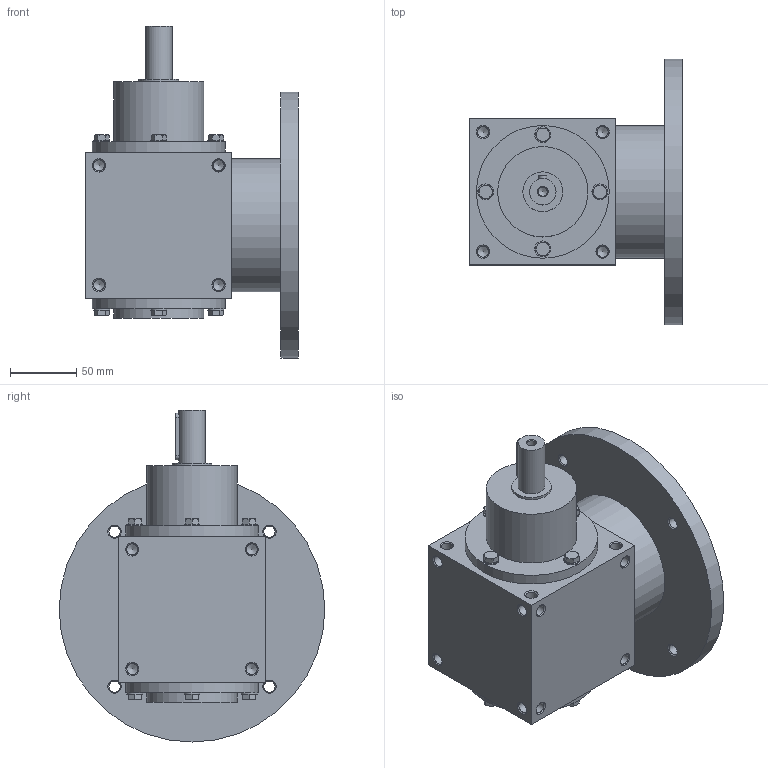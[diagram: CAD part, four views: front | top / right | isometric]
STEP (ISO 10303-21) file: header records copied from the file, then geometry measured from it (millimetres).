
FILE_DESCRIPTION( ( 'STEP AP214' ), '1' );
FILE_NAME( 'MRX110_MS32_R.1_1.5_80_B5.stp', '2018-08-15T13:02:26', ( '' ), ( '' ), ' ', 'PARTsolutions', ' ' );
FILE_SCHEMA( ( 'AUTOMOTIVE_DESIGN { 1 0 10303 214 1 1 1 1 }' ) );
Length unit declared in the file: millimetre
Products named in the file (5): MRX110_MS32_R.1/1.5_80/B5; _MRX110320-case; _MRX110_5-flange; _RC_RR110-screw; _RC110-shaft
Assembly tree (11 placements, depth 2):
  MRX110_MS32_R.1/1.5_80/B5
    _MRX110320-case
    _MRX110_5-flange
    _RC_RR110-screw  x8
    _RC110-shaft
Bounding box: 160 x 200 x 250 mm (x, y, z)
Volume: 2248846.3 mm3; surface area: 207942.5 mm2
Topology: 11 solids, 11 shells, 279 faces, 709 edges, 439 vertices
Faces by surface type: cone 106, plane 98, cylinder 75
Full cylindrical faces by diameter (mm): 6.647 x1, 8.376 x52, 12 x8, 20 x1, 30 x3, 68 x2, 100 x3, 130 x1, 200 x1
Entity records: 5916 total; most frequent: DIRECTION 842, CARTESIAN_POINT 824, ORIENTED_EDGE 554, AXIS2_PLACEMENT_3D 400, EDGE_LOOP 310, EDGE_CURVE 277, VERTEX_POINT 246, FACE_OUTER_BOUND 232
